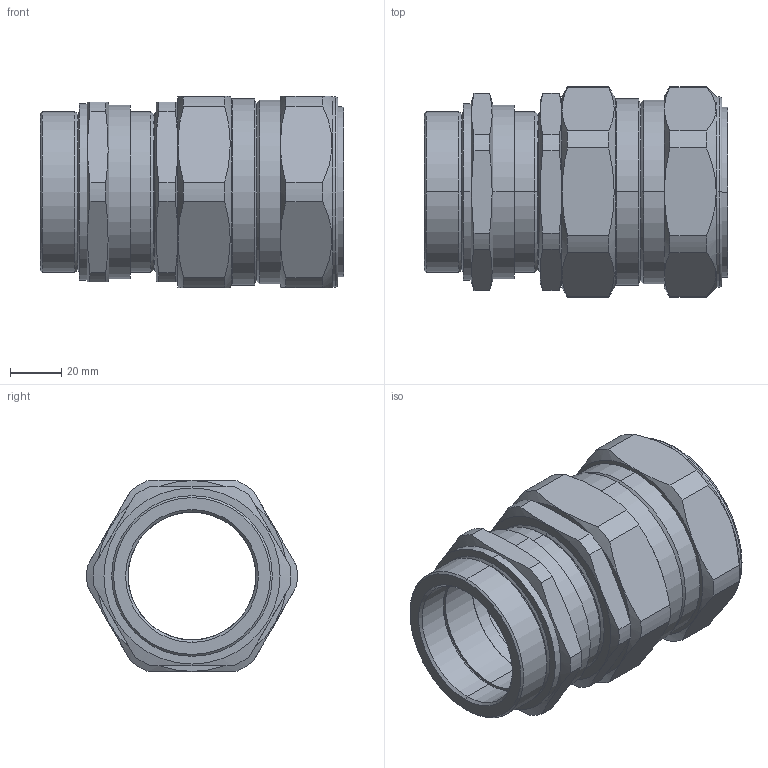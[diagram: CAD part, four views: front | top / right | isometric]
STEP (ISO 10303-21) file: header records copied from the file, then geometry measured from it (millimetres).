
FILE_DESCRIPTION (( 'STEP AP203' ), '1' );
FILE_NAME ('63SE1FW1RA.STEP', '2019-07-26T07:20:41', ( '' ), ( '' ), 'SwSTEP 2.0', 'SolidWorks 2017', '' );
FILE_SCHEMA (( 'CONFIG_CONTROL_DESIGN' ));
Length unit declared in the file: millimetre
Products named in the file (1): 63SE1FW1RA
Bounding box: 118.89 x 82.46 x 75 mm (x, y, z)
Surface area: 59721.6 mm2 (no closed solid volume)
Topology: 0 solids, 12 shells, 165 faces, 573 edges, 421 vertices
Faces by surface type: cone 58, cylinder 58, plane 37, torus 12
Entity records: 8084 total; most frequent: CARTESIAN_POINT 3258, DIRECTION 942, ORIENTED_EDGE 933, EDGE_CURVE 573, VERTEX_POINT 421, AXIS2_PLACEMENT_3D 372, CIRCLE 206, LINE 198
